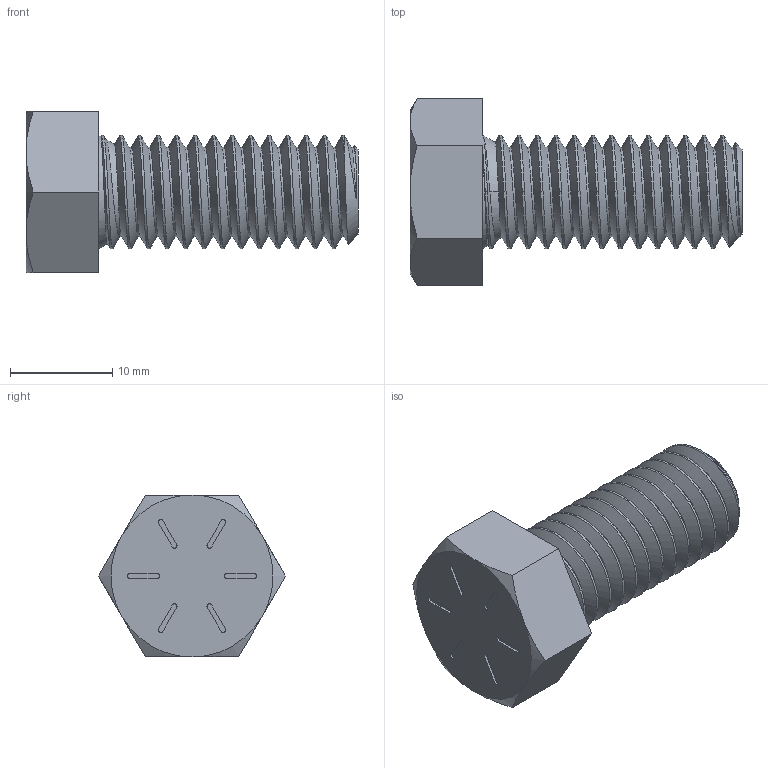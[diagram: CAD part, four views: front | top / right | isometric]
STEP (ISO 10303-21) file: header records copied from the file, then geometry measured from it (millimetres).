
FILE_DESCRIPTION (( 'STEP AP203' ), '1' );
FILE_NAME ('91286A267_HIGH-STRENGTH GRADE 8 STEEL HEX HEAD SCREW.STEP', '2021-05-28T15:33:18', ( 'Administrator' ), ( 'Managed by Terraform' ), 'SwSTEP 2.0', 'SolidWorks 2017', '' );
FILE_SCHEMA (( 'CONFIG_CONTROL_DESIGN' ));
Length unit declared in the file: inch
Products named in the file (1): 91286A267_HIGH-STRENGTH GRADE 8 STEEL HEX HEAD SCREW
Bounding box: 32.54 x 18.33 x 15.88 mm (x, y, z)
Volume: 3537.4 mm3; surface area: 2149.8 mm2
Topology: 1 solids, 1 shells, 86 faces, 222 edges, 145 vertices
Faces by surface type: cylinder 44, plane 27, cone 12, bspline 3
Entity records: 5759 total; most frequent: CARTESIAN_POINT 3766, ORIENTED_EDGE 444, DIRECTION 354, EDGE_CURVE 222, VERTEX_POINT 145, AXIS2_PLACEMENT_3D 129, LINE 96, VECTOR 96
